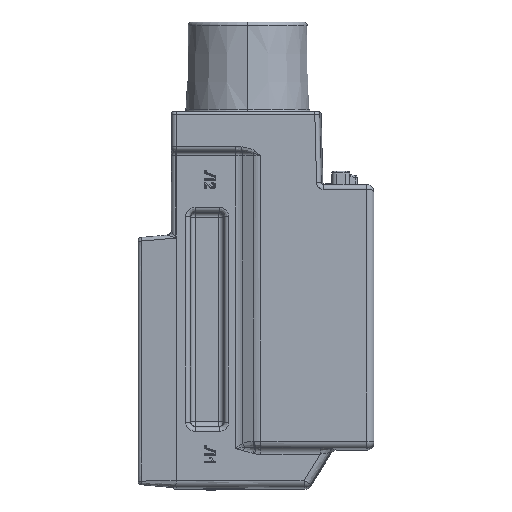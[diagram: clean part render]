
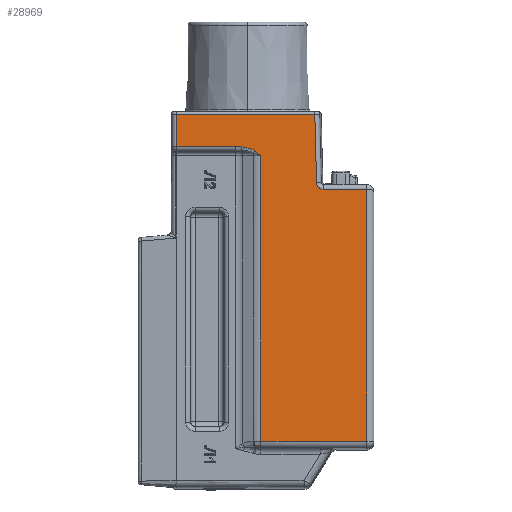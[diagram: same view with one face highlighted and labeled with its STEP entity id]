
A CAD part, left-side view. The second image highlights one B-rep face of the part: STEP entity #28969.
In plain terms, the highlighted planar face has unit normal (-1, 0, 0).
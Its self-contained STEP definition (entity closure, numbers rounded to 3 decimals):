
#382 = CARTESIAN_POINT ( 'NONE',  ( -74.5, 213., 359.6 ) ) ;
#384 = DIRECTION ( 'NONE',  ( 0., 1., 0. ) ) ;
#470 = CARTESIAN_POINT ( 'NONE',  ( -74.5, 8., 250. ) ) ;
#471 = DIRECTION ( 'NONE',  ( 0., 0., 1. ) ) ;
#597 = CARTESIAN_POINT ( 'NONE',  ( -74.5, 142., 324.47 ) ) ;
#614 = CARTESIAN_POINT ( 'NONE',  ( -74.5, 136.306, 323.786 ) ) ;
#615 = CARTESIAN_POINT ( 'NONE',  ( -74.5, 131.608, 322.325 ) ) ;
#616 = CARTESIAN_POINT ( 'NONE',  ( -74.5, 128.502, 320.27 ) ) ;
#647 = CARTESIAN_POINT ( 'NONE',  ( -74.5, 121.73, 250. ) ) ;
#648 = DIRECTION ( 'NONE',  ( 0., 0., -1. ) ) ;
#660 = CARTESIAN_POINT ( 'NONE',  ( -74.5, 213., 250. ) ) ;
#661 = DIRECTION ( 'NONE',  ( 0., 0., -1. ) ) ;
#726 = CARTESIAN_POINT ( 'NONE',  ( -74.5, 54.84, 279. ) ) ;
#731 = CARTESIAN_POINT ( 'NONE',  ( -74.5, 58.861, 279. ) ) ;
#732 = CARTESIAN_POINT ( 'NONE',  ( -74.5, 61.74, 281.807 ) ) ;
#733 = CARTESIAN_POINT ( 'NONE',  ( -74.5, 61.841, 285.825 ) ) ;
#749 = CARTESIAN_POINT ( 'NONE',  ( -74.5, 0., 324.793 ) ) ;
#750 = DIRECTION ( 'NONE',  ( 0., -1., 0. ) ) ;
#789 = CARTESIAN_POINT ( 'NONE',  ( -74.5, 0., 7.793 ) ) ;
#792 = DIRECTION ( 'NONE',  ( 0., -1., 0. ) ) ;
#997 = CARTESIAN_POINT ( 'NONE',  ( -74.5, 54.971, 279. ) ) ;
#1006 = DIRECTION ( 'NONE',  ( 0., 1., 0. ) ) ;
#1007 = CARTESIAN_POINT ( 'NONE',  ( -74.5, 128.502, 320.27 ) ) ;
#1010 = CARTESIAN_POINT ( 'NONE',  ( -74.5, 126.133, 318.704 ) ) ;
#1011 = CARTESIAN_POINT ( 'NONE',  ( -74.5, 123.925, 316.922 ) ) ;
#1012 = CARTESIAN_POINT ( 'NONE',  ( -74.5, 121.73, 315.129 ) ) ;
#1024 = CARTESIAN_POINT ( 'NONE',  ( -74.5, 149.27, 324.793 ) ) ;
#1028 = CARTESIAN_POINT ( 'NONE',  ( -74.5, 148.056, 324.793 ) ) ;
#1029 = CARTESIAN_POINT ( 'NONE',  ( -74.5, 146.843, 324.779 ) ) ;
#1030 = CARTESIAN_POINT ( 'NONE',  ( -74.5, 144.418, 324.69 ) ) ;
#1031 = CARTESIAN_POINT ( 'NONE',  ( -74.5, 143.205, 324.615 ) ) ;
#1032 = CARTESIAN_POINT ( 'NONE',  ( -74.5, 142., 324.47 ) ) ;
#1072 = CARTESIAN_POINT ( 'NONE',  ( -74.5, 63.757, 362.478 ) ) ;
#1073 = DIRECTION ( 'NONE',  ( 0., 0.025, 1. ) ) ;
#9884 =( BOUNDED_CURVE ( )  B_SPLINE_CURVE ( 3, ( #597, #614, #615, #616 ),
 .UNSPECIFIED., .F., .F. ) 
 B_SPLINE_CURVE_WITH_KNOTS ( ( 4, 4 ),
 ( 1.883, 2.6 ),
 .UNSPECIFIED. ) 
 CURVE ( )  GEOMETRIC_REPRESENTATION_ITEM ( )  RATIONAL_B_SPLINE_CURVE ( ( 1., 0.958, 0.958, 1. ) ) 
 REPRESENTATION_ITEM ( '' )  );
#10506 = AXIS2_PLACEMENT_3D ( 'NONE', #28204, #28210, #28211 ) ;
#18172 = B_SPLINE_CURVE_WITH_KNOTS ( 'NONE', 3,
 ( #1007, #1010, #1011, #1012 ),
 .UNSPECIFIED., .F., .F.,
 ( 4, 4 ),
 ( 0., 0.009 ),
 .UNSPECIFIED. ) ;
#18196 = B_SPLINE_CURVE_WITH_KNOTS ( 'NONE', 3,
 ( #1024, #1028, #1029, #1030, #1031, #1032 ),
 .UNSPECIFIED., .F., .F.,
 ( 4, 2, 4 ),
 ( 0., 0.004, 0.007 ),
 .UNSPECIFIED. ) ;
#21614 = FACE_OUTER_BOUND ( 'NONE', #40312, .T. ) ;
#26254 = ORIENTED_EDGE ( 'NONE', *, *, #36328, .T. ) ;
#26807 = ORIENTED_EDGE ( 'NONE', *, *, #36220, .T. ) ;
#26819 = ORIENTED_EDGE ( 'NONE', *, *, #36236, .T. ) ;
#26821 = ORIENTED_EDGE ( 'NONE', *, *, #36317, .T. ) ;
#26823 = ORIENTED_EDGE ( 'NONE', *, *, #36254, .T. ) ;
#26825 = ORIENTED_EDGE ( 'NONE', *, *, #36167, .T. ) ;
#26828 = ORIENTED_EDGE ( 'NONE', *, *, #36311, .T. ) ;
#26834 = ORIENTED_EDGE ( 'NONE', *, *, #36188, .T. ) ;
#26836 = ORIENTED_EDGE ( 'NONE', *, *, #36309, .T. ) ;
#26837 = ORIENTED_EDGE ( 'NONE', *, *, #36250, .T. ) ;
#26842 = ORIENTED_EDGE ( 'NONE', *, *, #36260, .T. ) ;
#26844 = ORIENTED_EDGE ( 'NONE', *, *, #36230, .T. ) ;
#28204 = CARTESIAN_POINT ( 'NONE',  ( -74.5, 0., 250. ) ) ;
#28205 = PLANE ( 'NONE',  #10506 ) ;
#28210 = DIRECTION ( 'NONE',  ( 1., 0., 0. ) ) ;
#28211 = DIRECTION ( 'NONE',  ( 0., 1., 0. ) ) ;
#28969 = ADVANCED_FACE ( 'NONE', ( #21614 ), #28205, .F. ) ;
#33102 = VERTEX_POINT ( 'NONE', #60295 ) ;
#33120 = VERTEX_POINT ( 'NONE', #60313 ) ;
#33127 = VERTEX_POINT ( 'NONE', #60320 ) ;
#33132 = VERTEX_POINT ( 'NONE', #60325 ) ;
#33148 = VERTEX_POINT ( 'NONE', #60341 ) ;
#33197 = VERTEX_POINT ( 'NONE', #60394 ) ;
#33227 = VERTEX_POINT ( 'NONE', #60426 ) ;
#33233 = VERTEX_POINT ( 'NONE', #60432 ) ;
#33254 = VERTEX_POINT ( 'NONE', #60453 ) ;
#33264 = VERTEX_POINT ( 'NONE', #60464 ) ;
#33279 = VERTEX_POINT ( 'NONE', #60479 ) ;
#33289 = VERTEX_POINT ( 'NONE', #60489 ) ;
#36167 = EDGE_CURVE ( 'NONE', #33233, #33132, #62864, .T. ) ;
#36188 = EDGE_CURVE ( 'NONE', #33102, #33279, #62886, .T. ) ;
#36220 = EDGE_CURVE ( 'NONE', #33227, #33120, #9884, .T. ) ;
#36230 = EDGE_CURVE ( 'NONE', #33148, #33264, #62915, .T. ) ;
#36236 = EDGE_CURVE ( 'NONE', #33132, #33197, #62934, .T. ) ;
#36250 = EDGE_CURVE ( 'NONE', #33289, #33254, #51900, .T. ) ;
#36254 = EDGE_CURVE ( 'NONE', #33197, #33127, #62948, .T. ) ;
#36260 = EDGE_CURVE ( 'NONE', #33264, #33102, #62950, .T. ) ;
#36309 = EDGE_CURVE ( 'NONE', #33279, #33289, #62992, .T. ) ;
#36311 = EDGE_CURVE ( 'NONE', #33120, #33148, #18172, .T. ) ;
#36317 = EDGE_CURVE ( 'NONE', #33127, #33227, #18196, .T. ) ;
#36328 = EDGE_CURVE ( 'NONE', #33254, #33233, #63008, .T. ) ;
#40312 = EDGE_LOOP ( 'NONE', ( #26254, #26825, #26819, #26823, #26821, #26807, #26828, #26844, #26842, #26834, #26836, #26837 ) ) ;
#51900 =( BOUNDED_CURVE ( )  B_SPLINE_CURVE ( 3, ( #726, #731, #732, #733 ),
 .UNSPECIFIED., .F., .F. ) 
 B_SPLINE_CURVE_WITH_KNOTS ( ( 4, 4 ),
 ( 1.571, 3.117 ),
 .UNSPECIFIED. ) 
 CURVE ( )  GEOMETRIC_REPRESENTATION_ITEM ( )  RATIONAL_B_SPLINE_CURVE ( ( 1., 0.811, 0.811, 1. ) ) 
 REPRESENTATION_ITEM ( '' )  );
#60295 = CARTESIAN_POINT ( 'NONE',  ( -74.5, 8., 7.793 ) ) ;
#60313 = CARTESIAN_POINT ( 'NONE',  ( -74.5, 128.502, 320.27 ) ) ;
#60320 = CARTESIAN_POINT ( 'NONE',  ( -74.5, 149.27, 324.793 ) ) ;
#60325 = CARTESIAN_POINT ( 'NONE',  ( -74.5, 213., 359.6 ) ) ;
#60341 = CARTESIAN_POINT ( 'NONE',  ( -74.5, 121.73, 315.129 ) ) ;
#60394 = CARTESIAN_POINT ( 'NONE',  ( -74.5, 213., 324.793 ) ) ;
#60426 = CARTESIAN_POINT ( 'NONE',  ( -74.5, 142., 324.47 ) ) ;
#60432 = CARTESIAN_POINT ( 'NONE',  ( -74.5, 63.685, 359.6 ) ) ;
#60453 = CARTESIAN_POINT ( 'NONE',  ( -74.5, 61.841, 285.825 ) ) ;
#60464 = CARTESIAN_POINT ( 'NONE',  ( -74.5, 121.73, 7.793 ) ) ;
#60479 = CARTESIAN_POINT ( 'NONE',  ( -74.5, 8., 279. ) ) ;
#60489 = CARTESIAN_POINT ( 'NONE',  ( -74.5, 54.84, 279. ) ) ;
#62861 = VECTOR ( 'NONE', #384, 1000. ) ;
#62864 = LINE ( 'NONE', #382, #62861 ) ;
#62886 = LINE ( 'NONE', #470, #62889 ) ;
#62889 = VECTOR ( 'NONE', #471, 1000. ) ;
#62915 = LINE ( 'NONE', #647, #62925 ) ;
#62925 = VECTOR ( 'NONE', #648, 1000. ) ;
#62934 = LINE ( 'NONE', #660, #62935 ) ;
#62935 = VECTOR ( 'NONE', #661, 1000. ) ;
#62948 = LINE ( 'NONE', #749, #62949 ) ;
#62949 = VECTOR ( 'NONE', #750, 1000. ) ;
#62950 = LINE ( 'NONE', #789, #62953 ) ;
#62953 = VECTOR ( 'NONE', #792, 1000. ) ;
#62984 = VECTOR ( 'NONE', #1006, 1000. ) ;
#62992 = LINE ( 'NONE', #997, #62984 ) ;
#62994 = VECTOR ( 'NONE', #1073, 1000. ) ;
#63008 = LINE ( 'NONE', #1072, #62994 ) ;
